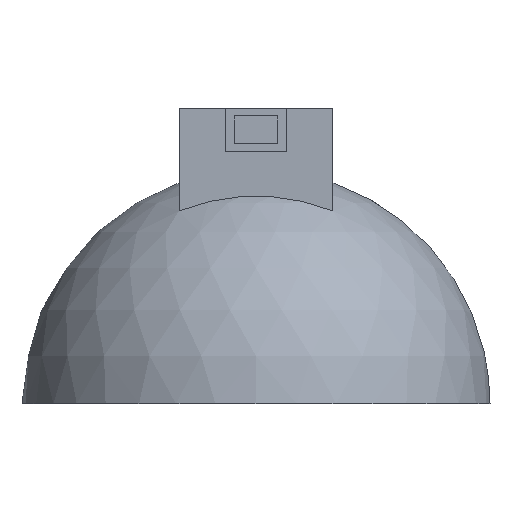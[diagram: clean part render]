
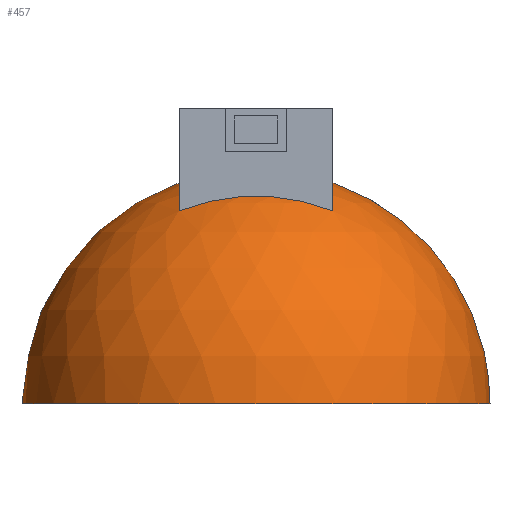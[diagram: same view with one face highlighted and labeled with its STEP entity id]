
A CAD part, front view. The second image highlights one B-rep face of the part: STEP entity #457.
In plain terms, the highlighted spherical face has radius 38 mm.
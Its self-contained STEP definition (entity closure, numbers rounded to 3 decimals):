
#3 = EDGE_CURVE ( 'NONE', #499, #22, #468, .T. ) ;
#18 = CARTESIAN_POINT ( 'NONE',  ( -12.5, 0., 0. ) ) ;
#22 = VERTEX_POINT ( 'NONE', #485 ) ;
#24 = CIRCLE ( 'NONE', #394, 33.731 ) ;
#27 = DIRECTION ( 'NONE',  ( 0., 0., -1. ) ) ;
#29 = DIRECTION ( 'NONE',  ( 0., -1., 0. ) ) ;
#44 = EDGE_CURVE ( 'NONE', #291, #573, #330, .T. ) ;
#49 = DIRECTION ( 'NONE',  ( 0., 1., 0. ) ) ;
#50 = AXIS2_PLACEMENT_3D ( 'NONE', #218, #307, #351 ) ;
#58 = CARTESIAN_POINT ( 'NONE',  ( 0., 0., 0. ) ) ;
#59 = DIRECTION ( 'NONE',  ( 0., 0., -1. ) ) ;
#63 = CIRCLE ( 'NONE', #113, 35.885 ) ;
#72 = SPHERICAL_SURFACE ( 'NONE', #376, 38. ) ;
#87 = ORIENTED_EDGE ( 'NONE', *, *, #541, .F. ) ;
#94 = AXIS2_PLACEMENT_3D ( 'NONE', #171, #29, #574 ) ;
#113 = AXIS2_PLACEMENT_3D ( 'NONE', #409, #193, #456 ) ;
#171 = CARTESIAN_POINT ( 'NONE',  ( 0., -17.5, 0. ) ) ;
#190 = ORIENTED_EDGE ( 'NONE', *, *, #236, .T. ) ;
#193 = DIRECTION ( 'NONE',  ( 1., 0., 0. ) ) ;
#200 = EDGE_LOOP ( 'NONE', ( #558, #342, #271, #190 ) ) ;
#207 = AXIS2_PLACEMENT_3D ( 'NONE', #18, #288, #422 ) ;
#212 = DIRECTION ( 'NONE',  ( -1., 0., 0. ) ) ;
#218 = CARTESIAN_POINT ( 'NONE',  ( 0., 0., 0. ) ) ;
#236 = EDGE_CURVE ( 'NONE', #501, #499, #63, .T. ) ;
#238 = ORIENTED_EDGE ( 'NONE', *, *, #44, .F. ) ;
#246 = CARTESIAN_POINT ( 'NONE',  ( 12.5, 17.5, 31.329 ) ) ;
#253 = CARTESIAN_POINT ( 'NONE',  ( 38., 0., 0. ) ) ;
#254 = EDGE_CURVE ( 'NONE', #455, #501, #24, .T. ) ;
#271 = ORIENTED_EDGE ( 'NONE', *, *, #254, .T. ) ;
#284 = DIRECTION ( 'NONE',  ( 1., 0., 0. ) ) ;
#286 = CIRCLE ( 'NONE', #207, 35.885 ) ;
#288 = DIRECTION ( 'NONE',  ( -1., 0., 0. ) ) ;
#291 = VERTEX_POINT ( 'NONE', #504 ) ;
#307 = DIRECTION ( 'NONE',  ( 0., 0., -1. ) ) ;
#320 = CARTESIAN_POINT ( 'NONE',  ( 0., 17.5, 0. ) ) ;
#330 = CIRCLE ( 'NONE', #50, 38. ) ;
#342 = ORIENTED_EDGE ( 'NONE', *, *, #395, .T. ) ;
#351 = DIRECTION ( 'NONE',  ( -1., 0., 0. ) ) ;
#362 = DIRECTION ( 'NONE',  ( 0., 0., -1. ) ) ;
#376 = AXIS2_PLACEMENT_3D ( 'NONE', #58, #59, #284 ) ;
#394 = AXIS2_PLACEMENT_3D ( 'NONE', #320, #49, #362 ) ;
#395 = EDGE_CURVE ( 'NONE', #22, #455, #286, .T. ) ;
#398 = FACE_BOUND ( 'NONE', #200, .T. ) ;
#409 = CARTESIAN_POINT ( 'NONE',  ( 12.5, 0., 0. ) ) ;
#418 = CARTESIAN_POINT ( 'NONE',  ( 12.5, -17.5, 31.329 ) ) ;
#422 = DIRECTION ( 'NONE',  ( 0., 0., -1. ) ) ;
#455 = VERTEX_POINT ( 'NONE', #464 ) ;
#456 = DIRECTION ( 'NONE',  ( 0., 0., 1. ) ) ;
#457 = ADVANCED_FACE ( 'NONE', ( #398, #539 ), #72, .T. ) ;
#464 = CARTESIAN_POINT ( 'NONE',  ( -12.5, 17.5, 31.329 ) ) ;
#468 = CIRCLE ( 'NONE', #94, 33.731 ) ;
#470 = CIRCLE ( 'NONE', #476, 38. ) ;
#476 = AXIS2_PLACEMENT_3D ( 'NONE', #572, #27, #212 ) ;
#485 = CARTESIAN_POINT ( 'NONE',  ( -12.5, -17.5, 31.329 ) ) ;
#486 = EDGE_LOOP ( 'NONE', ( #238, #87 ) ) ;
#499 = VERTEX_POINT ( 'NONE', #418 ) ;
#501 = VERTEX_POINT ( 'NONE', #246 ) ;
#504 = CARTESIAN_POINT ( 'NONE',  ( -38., 0., 0. ) ) ;
#539 = FACE_OUTER_BOUND ( 'NONE', #486, .T. ) ;
#541 = EDGE_CURVE ( 'NONE', #573, #291, #470, .T. ) ;
#558 = ORIENTED_EDGE ( 'NONE', *, *, #3, .T. ) ;
#572 = CARTESIAN_POINT ( 'NONE',  ( 0., 0., 0. ) ) ;
#573 = VERTEX_POINT ( 'NONE', #253 ) ;
#574 = DIRECTION ( 'NONE',  ( 0., 0., 1. ) ) ;
